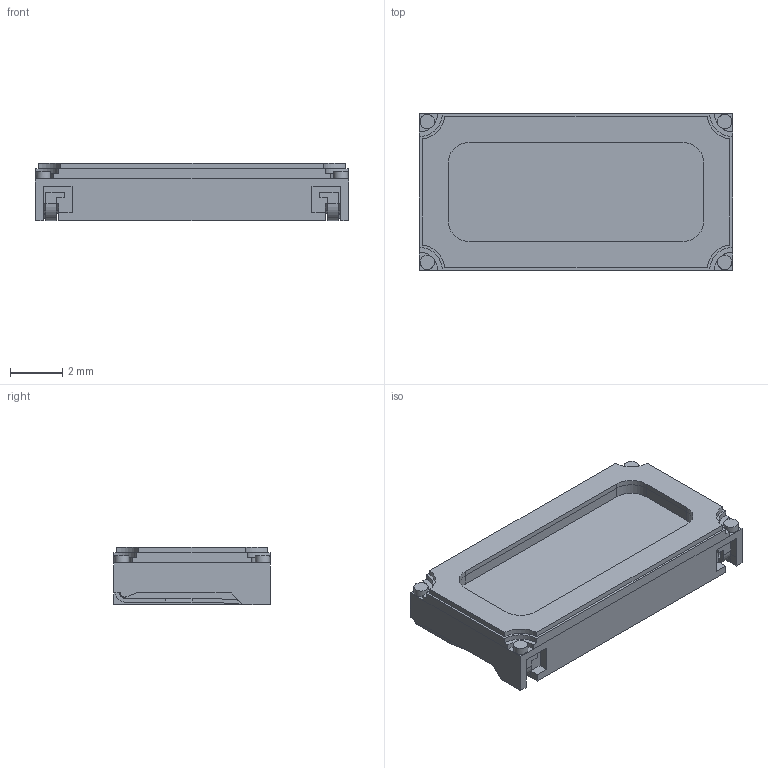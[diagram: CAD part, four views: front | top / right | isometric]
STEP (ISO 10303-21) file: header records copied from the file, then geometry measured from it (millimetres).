
FILE_DESCRIPTION(('FreeCAD Model'),'2;1');
FILE_NAME('Open CASCADE Shape Model','2025-06-24T16:04:28',( 'kicad StepUp'),('ksu MCAD'),'Open CASCADE STEP processor 7.8', 'FreeCAD','Unknown');
FILE_SCHEMA(('AUTOMOTIVE_DESIGN { 1 0 10303 214 1 1 1 1 }'));
Length unit declared in the file: millimetre
Products named in the file (1): Speaker_CUI_CMR-1206S-67
Bounding box: 12 x 6 x 2.2 mm (x, y, z)
Volume: 130.1 mm3; surface area: 258.2 mm2
Topology: 1 solids, 1 shells, 134 faces, 354 edges, 226 vertices
Faces by surface type: plane 92, cylinder 42
Full cylindrical faces by diameter (mm): 0.55 x4
Entity records: 5337 total; most frequent: CARTESIAN_POINT 715, ORIENTED_EDGE 708, DIRECTION 704, EDGE_CURVE 354, LINE 274, VECTOR 274, VERTEX_POINT 226, AXIS2_PLACEMENT_3D 215
